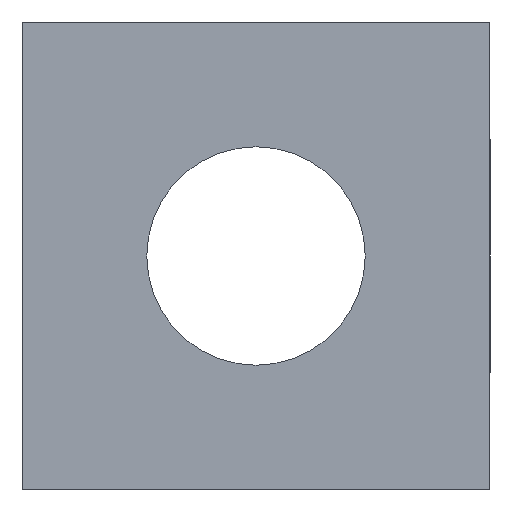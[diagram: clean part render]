
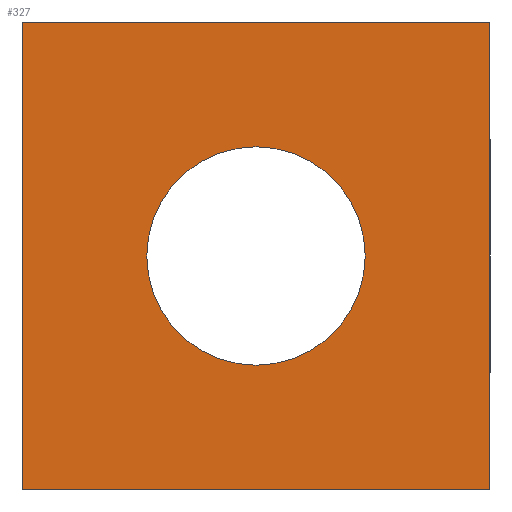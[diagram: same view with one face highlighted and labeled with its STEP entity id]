
A CAD part, front view. The second image highlights one B-rep face of the part: STEP entity #327.
In plain terms, the highlighted planar face has unit normal (0, -1, 0).
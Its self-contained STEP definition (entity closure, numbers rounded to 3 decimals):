
#13 = VERTEX_POINT ( 'NONE', #193 ) ;
#15 = VERTEX_POINT ( 'NONE', #229 ) ;
#16 = VERTEX_POINT ( 'NONE', #200 ) ;
#18 = VERTEX_POINT ( 'NONE', #205 ) ;
#19 = VERTEX_POINT ( 'NONE', #133 ) ;
#28 = VERTEX_POINT ( 'NONE', #176 ) ;
#50 = AXIS2_PLACEMENT_3D ( 'NONE', #127, #126, #125 ) ;
#57 = AXIS2_PLACEMENT_3D ( 'NONE', #187, #186, #185 ) ;
#69 = AXIS2_PLACEMENT_3D ( 'NONE', #153, #139, #140 ) ;
#93 = ORIENTED_EDGE ( 'NONE', *, *, #365, .F. ) ;
#94 = ORIENTED_EDGE ( 'NONE', *, *, #373, .F. ) ;
#95 = ORIENTED_EDGE ( 'NONE', *, *, #375, .F. ) ;
#96 = ORIENTED_EDGE ( 'NONE', *, *, #368, .F. ) ;
#97 = ORIENTED_EDGE ( 'NONE', *, *, #361, .T. ) ;
#98 = ORIENTED_EDGE ( 'NONE', *, *, #376, .T. ) ;
#125 = DIRECTION ( 'NONE',  ( 0., 0., 1. ) ) ;
#126 = DIRECTION ( 'NONE',  ( 0., 1., 0. ) ) ;
#127 = CARTESIAN_POINT ( 'NONE',  ( 0., 0., 0. ) ) ;
#133 = CARTESIAN_POINT ( 'NONE',  ( -4.5, 0., 4.5 ) ) ;
#137 = DIRECTION ( 'NONE',  ( -1., 0., 0. ) ) ;
#139 = DIRECTION ( 'NONE',  ( 0., -1., 0. ) ) ;
#140 = DIRECTION ( 'NONE',  ( 0., 0., -1. ) ) ;
#141 = CARTESIAN_POINT ( 'NONE',  ( -4.5, 0., -4.5 ) ) ;
#145 = CARTESIAN_POINT ( 'NONE',  ( 4.5, 0., 4.5 ) ) ;
#152 = PLANE ( 'NONE',  #69 ) ;
#153 = CARTESIAN_POINT ( 'NONE',  ( -4.5, 0., -4.5 ) ) ;
#154 = DIRECTION ( 'NONE',  ( 0., 0., -1. ) ) ;
#156 = DIRECTION ( 'NONE',  ( 0., 0., 1. ) ) ;
#157 = CARTESIAN_POINT ( 'NONE',  ( -4.5, 0., 4.5 ) ) ;
#167 = DIRECTION ( 'NONE',  ( 1., 0., 0. ) ) ;
#171 = CARTESIAN_POINT ( 'NONE',  ( -4.5, 0., 4.5 ) ) ;
#176 = CARTESIAN_POINT ( 'NONE',  ( 0., 0., 2.1 ) ) ;
#185 = DIRECTION ( 'NONE',  ( 0., 0., 1. ) ) ;
#186 = DIRECTION ( 'NONE',  ( 0., 1., 0. ) ) ;
#187 = CARTESIAN_POINT ( 'NONE',  ( 0., 0., 0. ) ) ;
#193 = CARTESIAN_POINT ( 'NONE',  ( 0., 0., -2.1 ) ) ;
#200 = CARTESIAN_POINT ( 'NONE',  ( -4.5, 0., -4.5 ) ) ;
#205 = CARTESIAN_POINT ( 'NONE',  ( 4.5, 0., 4.5 ) ) ;
#229 = CARTESIAN_POINT ( 'NONE',  ( 4.5, 0., -4.5 ) ) ;
#250 = FACE_BOUND ( 'NONE', #334, .T. ) ;
#256 = FACE_OUTER_BOUND ( 'NONE', #267, .T. ) ;
#267 = EDGE_LOOP ( 'NONE', ( #96, #95, #94, #93 ) ) ;
#316 = CIRCLE ( 'NONE', #57, 2.1 ) ;
#320 = LINE ( 'NONE', #171, #322 ) ;
#322 = VECTOR ( 'NONE', #167, 1000. ) ;
#327 = ADVANCED_FACE ( 'NONE', ( #250, #256 ), #152, .T. ) ;
#334 = EDGE_LOOP ( 'NONE', ( #98, #97 ) ) ;
#337 = LINE ( 'NONE', #157, #338 ) ;
#338 = VECTOR ( 'NONE', #156, 1000. ) ;
#343 = LINE ( 'NONE', #145, #346 ) ;
#346 = VECTOR ( 'NONE', #154, 1000. ) ;
#347 = LINE ( 'NONE', #141, #349 ) ;
#348 = CIRCLE ( 'NONE', #50, 2.1 ) ;
#349 = VECTOR ( 'NONE', #137, 1000. ) ;
#361 = EDGE_CURVE ( 'NONE', #13, #28, #316, .T. ) ;
#365 = EDGE_CURVE ( 'NONE', #19, #18, #320, .T. ) ;
#368 = EDGE_CURVE ( 'NONE', #16, #19, #337, .T. ) ;
#373 = EDGE_CURVE ( 'NONE', #18, #15, #343, .T. ) ;
#375 = EDGE_CURVE ( 'NONE', #15, #16, #347, .T. ) ;
#376 = EDGE_CURVE ( 'NONE', #28, #13, #348, .T. ) ;
